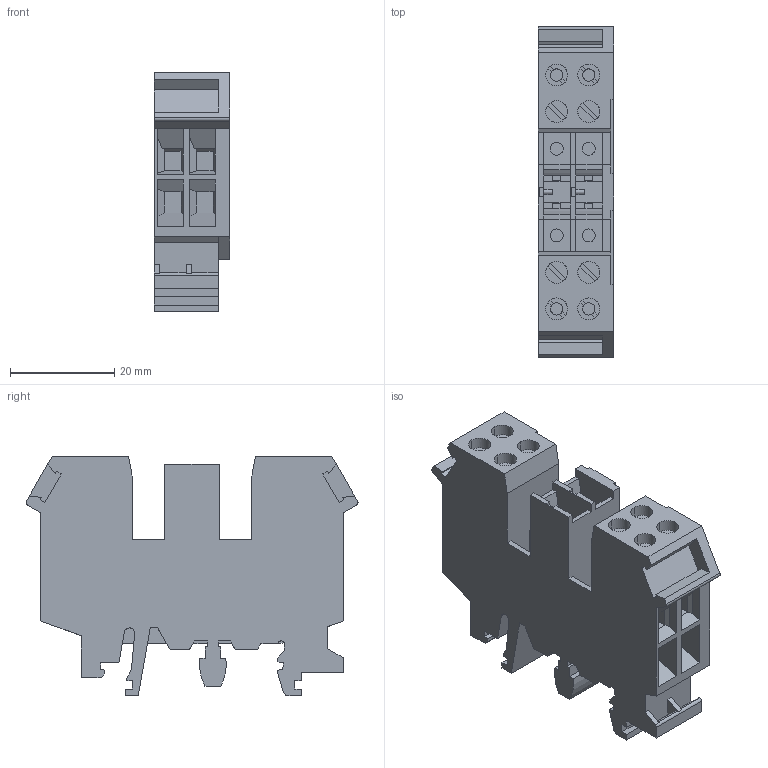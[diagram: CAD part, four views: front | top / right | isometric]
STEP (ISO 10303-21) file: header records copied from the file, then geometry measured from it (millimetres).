
FILE_DESCRIPTION(('Creo Elements/Direct Modeling STEP Export'),'2;1');
FILE_NAME('model.stp','2020-10-08T10:59:37',(''),(''),'Creo Elements/Direct Modeling STEP processor for AP214 (Solid Model)','Creo Elements/Direct Modeling 20.1A 29-Sep-2018 (C) Parametric Technology GmbH','');
FILE_SCHEMA(('AUTOMOTIVE_DESIGN { 1 0 10303 214 1 1 1 1 }'));
Length unit declared in the file: millimetre
Products named in the file (2): UDK-RELG_2-select
Assembly tree (1 placements, depth 2):
  UDK-RELG_2-select
    UDK-RELG_2-select
Bounding box: 14.5 x 63.6 x 45.9 mm (x, y, z)
Volume: 23143.6 mm3; surface area: 13130.9 mm2
Topology: 1 solids, 1 shells, 412 faces, 1133 edges, 739 vertices
Faces by surface type: plane 359, cylinder 53
Entity records: 13284 total; most frequent: ORIENTED_EDGE 2266, CARTESIAN_POINT 2135, DIRECTION 1844, EDGE_CURVE 1133, VECTOR 948, LINE 948, VERTEX_POINT 739, AXIS2_PLACEMENT_3D 448
